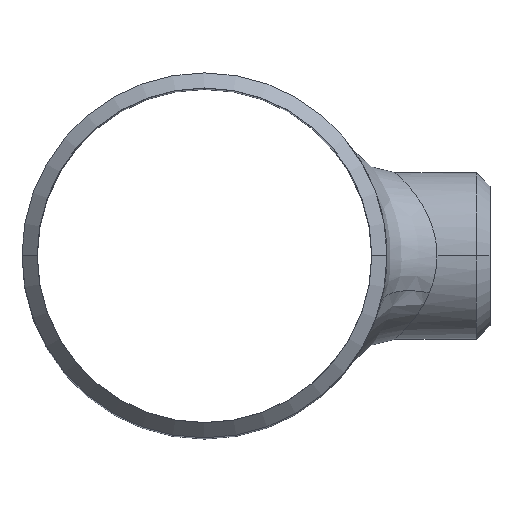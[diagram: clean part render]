
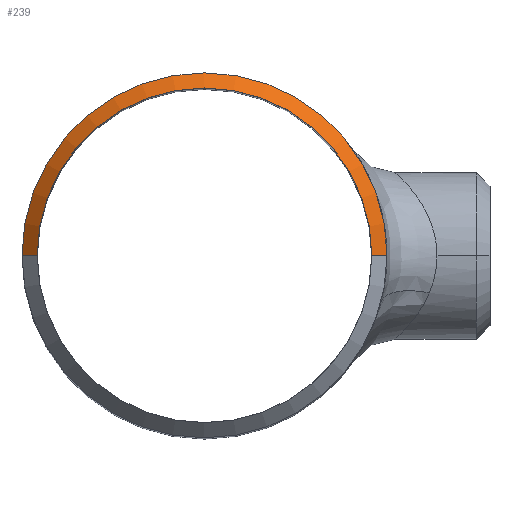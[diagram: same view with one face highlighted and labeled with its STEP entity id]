
A CAD part, top view. The second image highlights one B-rep face of the part: STEP entity #239.
In plain terms, the highlighted conical face has half-angle 45 degrees and reference radius 33.47 mm.
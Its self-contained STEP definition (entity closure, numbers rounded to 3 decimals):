
#67 = CARTESIAN_POINT ( 'NONE',  ( 33.47, 0., 76.2 ) ) ;
#88 = DIRECTION ( 'NONE',  ( 1., 0., 0. ) ) ;
#126 = EDGE_CURVE ( 'NONE', #429, #1747, #244, .T. ) ;
#137 = DIRECTION ( 'NONE',  ( 0., 0., -1. ) ) ;
#184 = ORIENTED_EDGE ( 'NONE', *, *, #1687, .F. ) ;
#207 = AXIS2_PLACEMENT_3D ( 'NONE', #1829, #137, #1068 ) ;
#230 = DIRECTION ( 'NONE',  ( -0.707, 0., -0.707 ) ) ;
#239 = ADVANCED_FACE ( 'NONE', ( #1679 ), #1648, .T. ) ;
#244 = LINE ( 'NONE', #840, #1654 ) ;
#260 = DIRECTION ( 'NONE',  ( 0., 0., -1. ) ) ;
#287 = DIRECTION ( 'NONE',  ( 1., 0., 0. ) ) ;
#351 = EDGE_LOOP ( 'NONE', ( #1320, #1242, #184, #559 ) ) ;
#409 = CARTESIAN_POINT ( 'NONE',  ( -36.5, 0., 73.17 ) ) ;
#429 = VERTEX_POINT ( 'NONE', #632 ) ;
#440 = CARTESIAN_POINT ( 'NONE',  ( 33.47, 0., 76.2 ) ) ;
#559 = ORIENTED_EDGE ( 'NONE', *, *, #126, .F. ) ;
#632 = CARTESIAN_POINT ( 'NONE',  ( -33.47, 0., 76.2 ) ) ;
#680 = CARTESIAN_POINT ( 'NONE',  ( 0., 0., 73.17 ) ) ;
#734 = DIRECTION ( 'NONE',  ( 0., 0., 1. ) ) ;
#815 = AXIS2_PLACEMENT_3D ( 'NONE', #680, #260, #88 ) ;
#818 = CIRCLE ( 'NONE', #1764, 33.47 ) ;
#840 = CARTESIAN_POINT ( 'NONE',  ( -33.47, 0., 76.2 ) ) ;
#873 = EDGE_CURVE ( 'NONE', #876, #429, #818, .T. ) ;
#876 = VERTEX_POINT ( 'NONE', #440 ) ;
#885 = CARTESIAN_POINT ( 'NONE',  ( 0., 0., 76.2 ) ) ;
#1059 = VECTOR ( 'NONE', #1729, 1000. ) ;
#1068 = DIRECTION ( 'NONE',  ( -1., 0., 0. ) ) ;
#1242 = ORIENTED_EDGE ( 'NONE', *, *, #1292, .T. ) ;
#1250 = CIRCLE ( 'NONE', #815, 36.5 ) ;
#1255 = LINE ( 'NONE', #67, #1059 ) ;
#1292 = EDGE_CURVE ( 'NONE', #876, #1594, #1255, .T. ) ;
#1307 = CARTESIAN_POINT ( 'NONE',  ( 36.5, 0., 73.17 ) ) ;
#1320 = ORIENTED_EDGE ( 'NONE', *, *, #873, .F. ) ;
#1594 = VERTEX_POINT ( 'NONE', #1307 ) ;
#1648 = CONICAL_SURFACE ( 'NONE', #207, 33.47, 0.785 ) ;
#1654 = VECTOR ( 'NONE', #230, 1000. ) ;
#1679 = FACE_OUTER_BOUND ( 'NONE', #351, .T. ) ;
#1687 = EDGE_CURVE ( 'NONE', #1747, #1594, #1250, .T. ) ;
#1729 = DIRECTION ( 'NONE',  ( 0.707, 0., -0.707 ) ) ;
#1747 = VERTEX_POINT ( 'NONE', #409 ) ;
#1764 = AXIS2_PLACEMENT_3D ( 'NONE', #885, #734, #287 ) ;
#1829 = CARTESIAN_POINT ( 'NONE',  ( 0., 0., 76.2 ) ) ;
